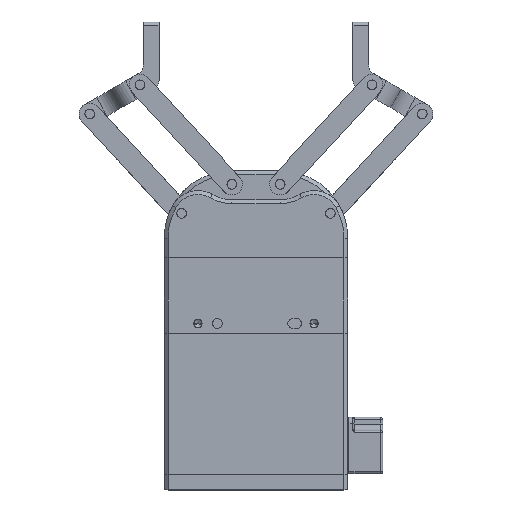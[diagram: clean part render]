
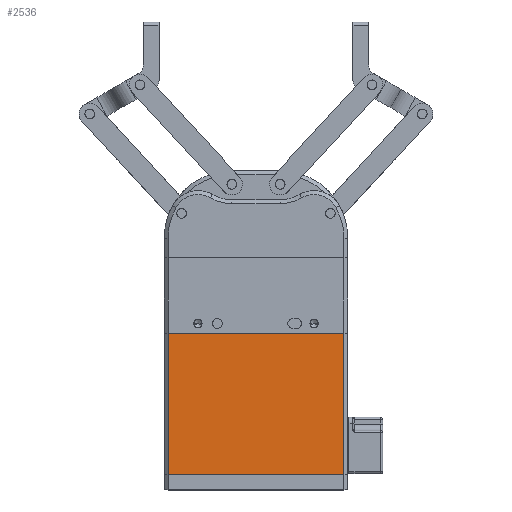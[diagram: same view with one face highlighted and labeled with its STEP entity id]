
A CAD part, top view. The second image highlights one B-rep face of the part: STEP entity #2536.
In plain terms, the highlighted planar face has unit normal (0, 0, 1).
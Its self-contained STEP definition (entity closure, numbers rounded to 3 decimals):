
#457 = VECTOR ( 'NONE', #21097, 1000. ) ;
#459 = ORIENTED_EDGE ( 'NONE', *, *, #23021, .T. ) ;
#823 = EDGE_LOOP ( 'NONE', ( #22575, #459, #13656, #7082 ) ) ;
#991 = VERTEX_POINT ( 'NONE', #11729 ) ;
#2536 = ADVANCED_FACE ( 'NONE', ( #3704 ), #24928, .F. ) ;
#2652 = DIRECTION ( 'NONE',  ( 1., 0., 0. ) ) ;
#3704 = FACE_OUTER_BOUND ( 'NONE', #823, .T. ) ;
#5186 = DIRECTION ( 'NONE',  ( 0., 1., 0. ) ) ;
#6159 = LINE ( 'NONE', #12463, #457 ) ;
#7082 = ORIENTED_EDGE ( 'NONE', *, *, #7152, .T. ) ;
#7152 = EDGE_CURVE ( 'NONE', #25699, #991, #12327, .T. ) ;
#7949 = CARTESIAN_POINT ( 'NONE',  ( -47.5, 36.5, 25. ) ) ;
#8213 = DIRECTION ( 'NONE',  ( -1., 0., 0. ) ) ;
#9512 = VERTEX_POINT ( 'NONE', #18612 ) ;
#10200 = CARTESIAN_POINT ( 'NONE',  ( -45.5, -36.5, 25. ) ) ;
#10277 = CARTESIAN_POINT ( 'NONE',  ( 45.5, 36.5, 25. ) ) ;
#11575 = VECTOR ( 'NONE', #5186, 1000. ) ;
#11729 = CARTESIAN_POINT ( 'NONE',  ( 45.5, 36.5, 25. ) ) ;
#12327 = LINE ( 'NONE', #10277, #11575 ) ;
#12359 = VECTOR ( 'NONE', #21848, 1000. ) ;
#12463 = CARTESIAN_POINT ( 'NONE',  ( -47.5, 36.5, 25. ) ) ;
#13604 = LINE ( 'NONE', #15653, #26963 ) ;
#13656 = ORIENTED_EDGE ( 'NONE', *, *, #16568, .T. ) ;
#15653 = CARTESIAN_POINT ( 'NONE',  ( -47.5, -36.5, 25. ) ) ;
#16094 = LINE ( 'NONE', #20352, #12359 ) ;
#16169 = DIRECTION ( 'NONE',  ( 0., 0., -1. ) ) ;
#16382 = VERTEX_POINT ( 'NONE', #10200 ) ;
#16568 = EDGE_CURVE ( 'NONE', #16382, #25699, #13604, .T. ) ;
#18612 = CARTESIAN_POINT ( 'NONE',  ( -45.5, 36.5, 25. ) ) ;
#20352 = CARTESIAN_POINT ( 'NONE',  ( -45.5, 36.5, 25. ) ) ;
#21097 = DIRECTION ( 'NONE',  ( 1., 0., 0. ) ) ;
#21848 = DIRECTION ( 'NONE',  ( 0., -1., 0. ) ) ;
#22575 = ORIENTED_EDGE ( 'NONE', *, *, #25751, .F. ) ;
#22962 = AXIS2_PLACEMENT_3D ( 'NONE', #7949, #16169, #8213 ) ;
#23021 = EDGE_CURVE ( 'NONE', #9512, #16382, #16094, .T. ) ;
#24669 = CARTESIAN_POINT ( 'NONE',  ( 45.5, -36.5, 25. ) ) ;
#24928 = PLANE ( 'NONE',  #22962 ) ;
#25699 = VERTEX_POINT ( 'NONE', #24669 ) ;
#25751 = EDGE_CURVE ( 'NONE', #9512, #991, #6159, .T. ) ;
#26963 = VECTOR ( 'NONE', #2652, 1000. ) ;
